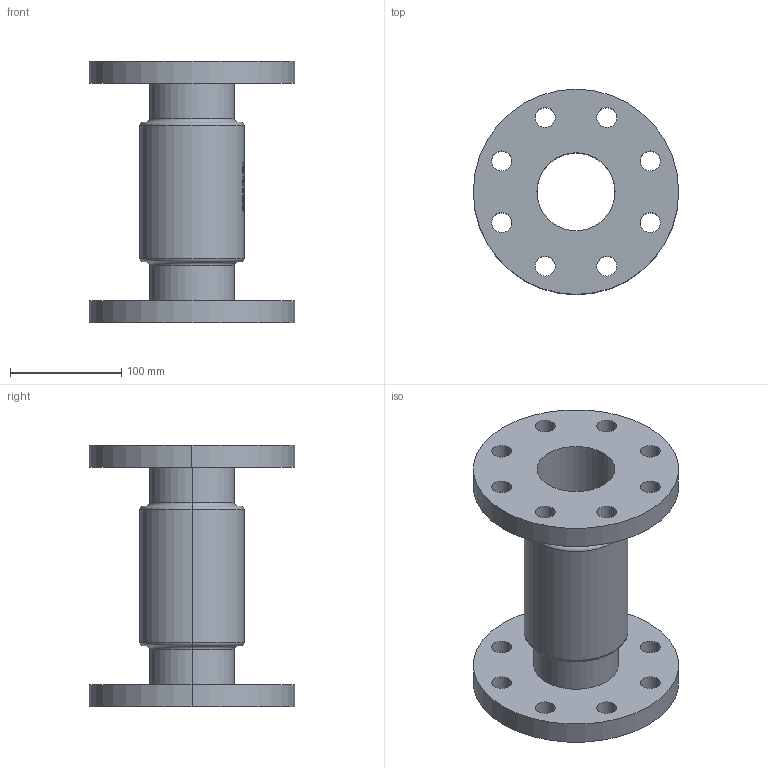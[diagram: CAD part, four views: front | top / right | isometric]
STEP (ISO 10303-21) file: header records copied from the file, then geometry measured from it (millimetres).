
FILE_DESCRIPTION (( 'STEP AP214' ), '1' );
FILE_NAME ('7120000_DN065_PN16_51420235.STEP', '2022-02-14T11:35:38', ( 'axxx' ), ( 'Hewlett-Packard Company' ), 'SwSTEP 2.0', 'SolidWorks 2019', '' );
FILE_SCHEMA (( 'AUTOMOTIVE_DESIGN' ));
Length unit declared in the file: millimetre
Products named in the file (1): 7120000_DN065_PN16_51420235
Bounding box: 185 x 185 x 236 mm (x, y, z)
Volume: 1264249.7 mm3; surface area: 235586.5 mm2
Topology: 1 solids, 1 shells, 550 faces, 1441 edges, 958 vertices
Faces by surface type: plane 249, bspline 230, cylinder 63, torus 8
Entity records: 29853 total; most frequent: CARTESIAN_POINT 17752, ORIENTED_EDGE 2882, DIRECTION 1739, EDGE_CURVE 1441, VERTEX_POINT 958, VECTOR 767, LINE 767, EDGE_LOOP 649
